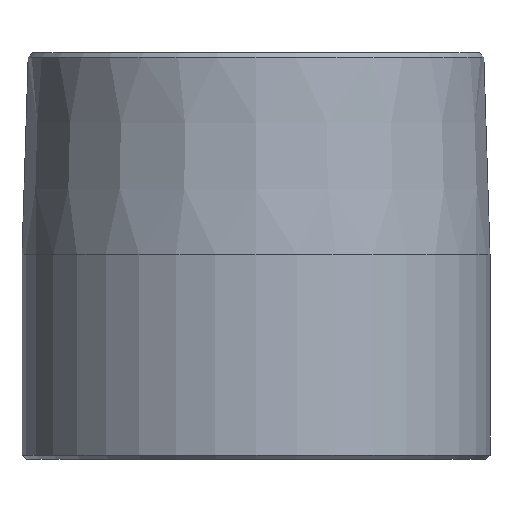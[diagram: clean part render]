
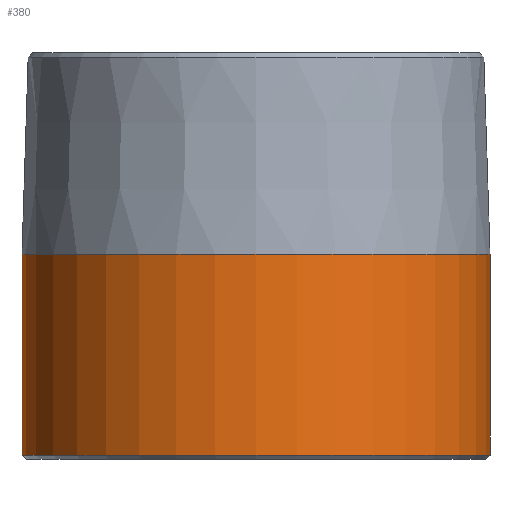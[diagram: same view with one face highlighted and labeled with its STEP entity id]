
A CAD part, front view. The second image highlights one B-rep face of the part: STEP entity #380.
In plain terms, the highlighted cylindrical face has radius 36.576 mm (diameter 73.152 mm), a partial arc.
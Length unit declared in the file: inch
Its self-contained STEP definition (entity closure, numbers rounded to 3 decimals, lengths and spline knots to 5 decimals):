
#7 = EDGE_CURVE ( 'NONE', #418, #76, #63, .T. ) ;
#23 = CARTESIAN_POINT ( 'NONE',  ( 1.44, 0., 1.26 ) ) ;
#27 = DIRECTION ( 'NONE',  ( -1., 0., 0. ) ) ;
#28 = DIRECTION ( 'NONE',  ( 0., 0., 1. ) ) ;
#29 = AXIS2_PLACEMENT_3D ( 'NONE', #100, #136, #133 ) ;
#30 = CIRCLE ( 'NONE', #79, 1.44 ) ;
#46 = ORIENTED_EDGE ( 'NONE', *, *, #66, .T. ) ;
#60 = EDGE_CURVE ( 'NONE', #431, #76, #30, .T. ) ;
#63 = LINE ( 'NONE', #267, #120 ) ;
#64 = CARTESIAN_POINT ( 'NONE',  ( 0., 0., 0.025 ) ) ;
#66 = EDGE_CURVE ( 'NONE', #418, #251, #408, .T. ) ;
#73 = CARTESIAN_POINT ( 'NONE',  ( -1.44, 0., 2.5 ) ) ;
#76 = VERTEX_POINT ( 'NONE', #105 ) ;
#79 = AXIS2_PLACEMENT_3D ( 'NONE', #64, #28, #335 ) ;
#100 = CARTESIAN_POINT ( 'NONE',  ( 0., 0., 2.5 ) ) ;
#105 = CARTESIAN_POINT ( 'NONE',  ( 1.44, 0., 0.025 ) ) ;
#107 = DIRECTION ( 'NONE',  ( 0., 0., -1. ) ) ;
#120 = VECTOR ( 'NONE', #409, 39.37008 ) ;
#133 = DIRECTION ( 'NONE',  ( -1., 0., 0. ) ) ;
#136 = DIRECTION ( 'NONE',  ( 0., 0., -1. ) ) ;
#139 = CARTESIAN_POINT ( 'NONE',  ( -1.44, 0., 0.025 ) ) ;
#186 = EDGE_CURVE ( 'NONE', #251, #431, #344, .T. ) ;
#210 = ORIENTED_EDGE ( 'NONE', *, *, #7, .F. ) ;
#212 = CYLINDRICAL_SURFACE ( 'NONE', #29, 1.44 ) ;
#251 = VERTEX_POINT ( 'NONE', #354 ) ;
#267 = CARTESIAN_POINT ( 'NONE',  ( 1.44, 0., 2.5 ) ) ;
#313 = EDGE_LOOP ( 'NONE', ( #210, #46, #394, #424 ) ) ;
#325 = FACE_OUTER_BOUND ( 'NONE', #313, .T. ) ;
#330 = AXIS2_PLACEMENT_3D ( 'NONE', #369, #107, #27 ) ;
#335 = DIRECTION ( 'NONE',  ( 1., 0., 0. ) ) ;
#344 = LINE ( 'NONE', #73, #430 ) ;
#354 = CARTESIAN_POINT ( 'NONE',  ( -1.44, 0., 1.26 ) ) ;
#369 = CARTESIAN_POINT ( 'NONE',  ( 0., 0., 1.26 ) ) ;
#380 = ADVANCED_FACE ( 'NONE', ( #325 ), #212, .T. ) ;
#394 = ORIENTED_EDGE ( 'NONE', *, *, #186, .T. ) ;
#408 = CIRCLE ( 'NONE', #330, 1.44 ) ;
#409 = DIRECTION ( 'NONE',  ( 0., 0., -1. ) ) ;
#418 = VERTEX_POINT ( 'NONE', #23 ) ;
#424 = ORIENTED_EDGE ( 'NONE', *, *, #60, .T. ) ;
#430 = VECTOR ( 'NONE', #467, 39.37008 ) ;
#431 = VERTEX_POINT ( 'NONE', #139 ) ;
#467 = DIRECTION ( 'NONE',  ( 0., 0., -1. ) ) ;
